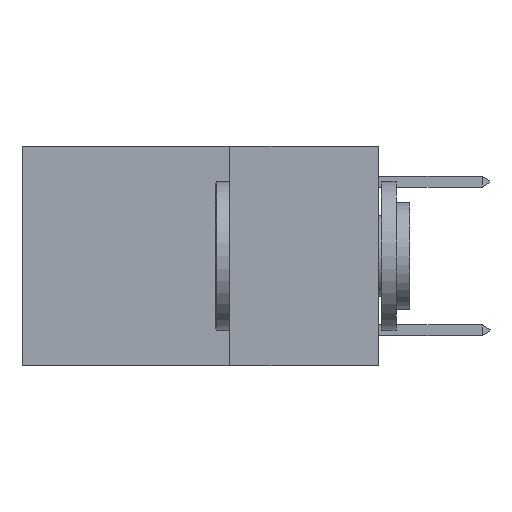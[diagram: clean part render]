
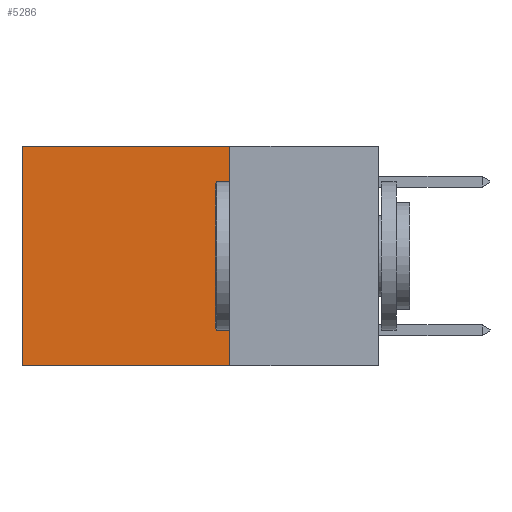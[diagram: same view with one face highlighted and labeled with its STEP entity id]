
A CAD part, left-side view. The second image highlights one B-rep face of the part: STEP entity #5286.
In plain terms, the highlighted planar face has unit normal (-1, 0, 0).
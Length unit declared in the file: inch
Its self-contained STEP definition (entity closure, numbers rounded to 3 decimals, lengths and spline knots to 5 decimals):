
#99 = FACE_OUTER_BOUND ( 'NONE', #8568, .T. ) ;
#156 = VECTOR ( 'NONE', #23743, 39.37008 ) ;
#580 = DIRECTION ( 'NONE',  ( 1., 0., 0. ) ) ;
#1398 = LINE ( 'NONE', #12167, #5357 ) ;
#1728 = CARTESIAN_POINT ( 'NONE',  ( 0.2625, 0.25, 0. ) ) ;
#2769 = EDGE_CURVE ( 'NONE', #20868, #6763, #28600, .T. ) ;
#5286 = ADVANCED_FACE ( 'NONE', ( #99 ), #20330, .F. ) ;
#5357 = VECTOR ( 'NONE', #11520, 39.37008 ) ;
#6055 = AXIS2_PLACEMENT_3D ( 'NONE', #30494, #580, #31145 ) ;
#6763 = VERTEX_POINT ( 'NONE', #18503 ) ;
#7499 = ORIENTED_EDGE ( 'NONE', *, *, #16629, .T. ) ;
#8568 = EDGE_LOOP ( 'NONE', ( #12719, #13318, #28906, #7499 ) ) ;
#9847 = EDGE_CURVE ( 'NONE', #25611, #6763, #17445, .T. ) ;
#11520 = DIRECTION ( 'NONE',  ( 0., 1., 0. ) ) ;
#12167 = CARTESIAN_POINT ( 'NONE',  ( 0.2625, 0.25, 0. ) ) ;
#12719 = ORIENTED_EDGE ( 'NONE', *, *, #2769, .T. ) ;
#12934 = CARTESIAN_POINT ( 'NONE',  ( 0.2625, 0.6, 0. ) ) ;
#13318 = ORIENTED_EDGE ( 'NONE', *, *, #9847, .F. ) ;
#13716 = CARTESIAN_POINT ( 'NONE',  ( 0.2625, 0.25, -0.37 ) ) ;
#16096 = VECTOR ( 'NONE', #17557, 39.37008 ) ;
#16629 = EDGE_CURVE ( 'NONE', #24867, #20868, #1398, .T. ) ;
#17445 = LINE ( 'NONE', #24909, #24707 ) ;
#17557 = DIRECTION ( 'NONE',  ( 0., 0., -1. ) ) ;
#18503 = CARTESIAN_POINT ( 'NONE',  ( 0.2625, 0.6, -0.37 ) ) ;
#19530 = CARTESIAN_POINT ( 'NONE',  ( 0.2625, 0.25, 0. ) ) ;
#20330 = PLANE ( 'NONE',  #6055 ) ;
#20868 = VERTEX_POINT ( 'NONE', #12934 ) ;
#22559 = EDGE_CURVE ( 'NONE', #24867, #25611, #27206, .T. ) ;
#23743 = DIRECTION ( 'NONE',  ( 0., 0., -1. ) ) ;
#24082 = CARTESIAN_POINT ( 'NONE',  ( 0.2625, 0.6, 0. ) ) ;
#24707 = VECTOR ( 'NONE', #27762, 39.37008 ) ;
#24867 = VERTEX_POINT ( 'NONE', #1728 ) ;
#24909 = CARTESIAN_POINT ( 'NONE',  ( 0.2625, 0.25, -0.37 ) ) ;
#25611 = VERTEX_POINT ( 'NONE', #13716 ) ;
#27206 = LINE ( 'NONE', #19530, #16096 ) ;
#27762 = DIRECTION ( 'NONE',  ( 0., 1., 0. ) ) ;
#28600 = LINE ( 'NONE', #24082, #156 ) ;
#28906 = ORIENTED_EDGE ( 'NONE', *, *, #22559, .F. ) ;
#30494 = CARTESIAN_POINT ( 'NONE',  ( 0.2625, 0.25, 0. ) ) ;
#31145 = DIRECTION ( 'NONE',  ( 0., 0., -1. ) ) ;
